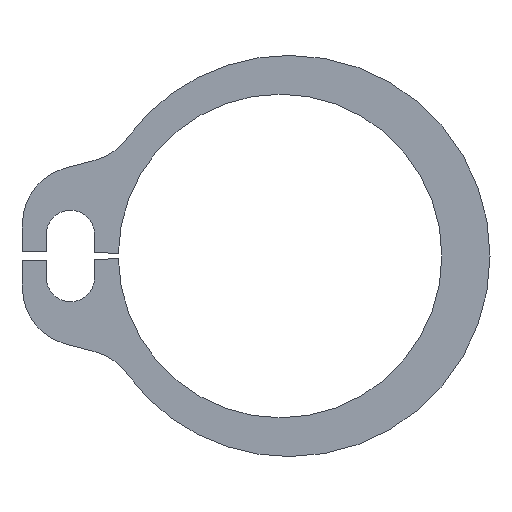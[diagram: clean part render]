
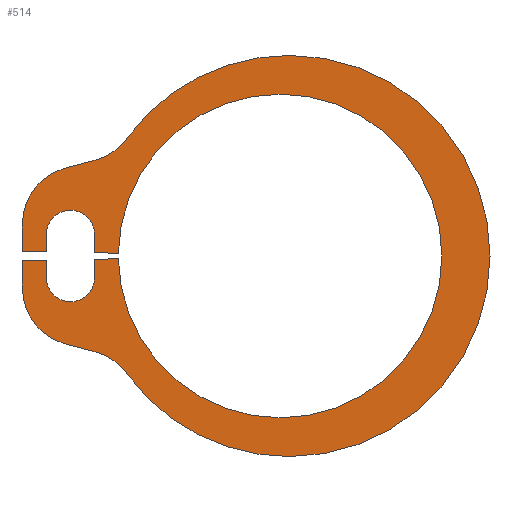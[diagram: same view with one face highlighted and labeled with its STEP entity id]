
A CAD part, left-side view. The second image highlights one B-rep face of the part: STEP entity #514.
In plain terms, the highlighted planar face has unit normal (-1, 0, 0).
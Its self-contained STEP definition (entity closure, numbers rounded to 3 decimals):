
#22=DIRECTION('',(0.,-0.966,0.257));
#23=VECTOR('',#22,0.404);
#24=CARTESIAN_POINT('',(-0.191,2.83,1.16));
#25=LINE('',#24,#23);
#26=CARTESIAN_POINT('',(-0.191,2.636,2.));
#27=DIRECTION('',(-1.,0.,0.));
#28=DIRECTION('',(0.,-0.257,-0.966));
#29=AXIS2_PLACEMENT_3D('',#26,#27,#28);
#31=CARTESIAN_POINT('',(-0.191,-0.123,0.));
#32=DIRECTION('',(1.,0.,0.));
#33=DIRECTION('',(0.,0.81,0.587));
#34=AXIS2_PLACEMENT_3D('',#31,#32,#33);
#36=CARTESIAN_POINT('',(-0.191,-0.123,0.));
#37=DIRECTION('',(1.,0.,0.));
#38=DIRECTION('',(0.,0.,1.));
#39=AXIS2_PLACEMENT_3D('',#36,#37,#38);
#41=CARTESIAN_POINT('',(-0.191,-0.123,0.));
#42=DIRECTION('',(1.,0.,0.));
#43=DIRECTION('',(0.,0.,-1.));
#44=AXIS2_PLACEMENT_3D('',#41,#42,#43);
#46=CARTESIAN_POINT('',(-0.191,2.636,-2.));
#47=DIRECTION('',(-1.,0.,0.));
#48=DIRECTION('',(0.,-0.81,0.587));
#49=AXIS2_PLACEMENT_3D('',#46,#47,#48);
#51=DIRECTION('',(0.,0.966,0.257));
#52=VECTOR('',#51,0.404);
#53=CARTESIAN_POINT('',(-0.191,2.44,-1.263));
#54=LINE('',#53,#52);
#55=CARTESIAN_POINT('',(-0.191,2.635,-0.423));
#56=DIRECTION('',(1.,0.,0.));
#57=DIRECTION('',(0.,0.257,-0.966));
#58=AXIS2_PLACEMENT_3D('',#55,#56,#57);
#60=DIRECTION('',(0.,0.017,1.));
#61=VECTOR('',#60,0.377);
#62=CARTESIAN_POINT('',(-0.191,3.397,-0.436));
#63=LINE('',#62,#61);
#64=DIRECTION('',(0.,-1.,0.017));
#65=VECTOR('',#64,0.317);
#66=CARTESIAN_POINT('',(-0.191,3.403,-0.059));
#67=LINE('',#66,#65);
#68=DIRECTION('',(0.,-0.017,-1.));
#69=VECTOR('',#68,0.238);
#70=CARTESIAN_POINT('',(-0.191,3.086,-0.054));
#71=LINE('',#70,#69);
#72=CARTESIAN_POINT('',(-0.191,2.764,-0.286));
#73=DIRECTION('',(-1.,0.,0.));
#74=DIRECTION('',(0.,1.,-0.017));
#75=AXIS2_PLACEMENT_3D('',#72,#73,#74);
#77=CARTESIAN_POINT('',(-0.191,2.764,-0.286));
#78=DIRECTION('',(-1.,0.,0.));
#79=DIRECTION('',(0.,0.,-1.));
#80=AXIS2_PLACEMENT_3D('',#77,#78,#79);
#82=DIRECTION('',(0.,0.017,1.));
#83=VECTOR('',#82,0.238);
#84=CARTESIAN_POINT('',(-0.191,2.447,-0.281));
#85=LINE('',#84,#83);
#86=DIRECTION('',(0.,-1.,0.017));
#87=VECTOR('',#86,0.318);
#88=CARTESIAN_POINT('',(-0.191,2.451,-0.043));
#89=LINE('',#88,#87);
#90=CARTESIAN_POINT('',(-0.191,0.,0.));
#91=DIRECTION('',(-1.,0.,0.));
#92=DIRECTION('',(0.,1.,-0.017));
#93=AXIS2_PLACEMENT_3D('',#90,#91,#92);
#95=CARTESIAN_POINT('',(-0.191,0.,0.));
#96=DIRECTION('',(-1.,0.,0.));
#97=DIRECTION('',(0.,0.,-1.));
#98=AXIS2_PLACEMENT_3D('',#95,#96,#97);
#100=CARTESIAN_POINT('',(-0.191,0.,0.));
#101=DIRECTION('',(-1.,0.,0.));
#102=DIRECTION('',(0.,0.,1.));
#103=AXIS2_PLACEMENT_3D('',#100,#101,#102);
#105=DIRECTION('',(0.,1.,0.017));
#106=VECTOR('',#105,0.318);
#107=CARTESIAN_POINT('',(-0.191,2.133,0.037));
#108=LINE('',#107,#106);
#109=DIRECTION('',(0.,-0.017,1.));
#110=VECTOR('',#109,0.238);
#111=CARTESIAN_POINT('',(-0.191,2.451,0.043));
#112=LINE('',#111,#110);
#113=CARTESIAN_POINT('',(-0.191,2.764,0.286));
#114=DIRECTION('',(-1.,0.,0.));
#115=DIRECTION('',(0.,-1.,-0.017));
#116=AXIS2_PLACEMENT_3D('',#113,#114,#115);
#118=CARTESIAN_POINT('',(-0.191,2.764,0.286));
#119=DIRECTION('',(-1.,0.,0.));
#120=DIRECTION('',(0.,0.,1.));
#121=AXIS2_PLACEMENT_3D('',#118,#119,#120);
#123=DIRECTION('',(0.,0.017,-1.));
#124=VECTOR('',#123,0.238);
#125=CARTESIAN_POINT('',(-0.191,3.081,0.292));
#126=LINE('',#125,#124);
#127=DIRECTION('',(0.,1.,0.017));
#128=VECTOR('',#127,0.318);
#129=CARTESIAN_POINT('',(-0.191,3.086,0.054));
#130=LINE('',#129,#128);
#131=DIRECTION('',(0.,-0.017,1.));
#132=VECTOR('',#131,0.377);
#133=CARTESIAN_POINT('',(-0.191,3.403,0.059));
#134=LINE('',#133,#132);
#135=CARTESIAN_POINT('',(-0.191,2.635,0.423));
#136=DIRECTION('',(1.,0.,0.));
#137=DIRECTION('',(0.,1.,0.017));
#138=AXIS2_PLACEMENT_3D('',#135,#136,#137);
#330=CARTESIAN_POINT('',(-0.191,0.,-2.134));
#331=CARTESIAN_POINT('',(-0.191,0.,2.134));
#332=VERTEX_POINT('',#330);
#333=VERTEX_POINT('',#331);
#334=CARTESIAN_POINT('',(-0.191,2.133,-0.037));
#335=VERTEX_POINT('',#334);
#344=CARTESIAN_POINT('',(-0.191,2.133,0.037));
#345=VERTEX_POINT('',#344);
#346=CARTESIAN_POINT('',(-0.191,2.83,1.16));
#347=CARTESIAN_POINT('',(-0.191,2.44,1.263));
#348=VERTEX_POINT('',#346);
#349=VERTEX_POINT('',#347);
#350=CARTESIAN_POINT('',(-0.191,2.019,1.552));
#351=VERTEX_POINT('',#350);
#352=CARTESIAN_POINT('',(-0.191,-0.123,2.645));
#353=VERTEX_POINT('',#352);
#354=CARTESIAN_POINT('',(-0.191,-0.123,-2.645));
#355=CARTESIAN_POINT('',(-0.191,2.019,-1.552));
#356=VERTEX_POINT('',#354);
#357=VERTEX_POINT('',#355);
#358=CARTESIAN_POINT('',(-0.191,2.44,-1.263));
#359=VERTEX_POINT('',#358);
#360=CARTESIAN_POINT('',(-0.191,2.83,-1.16));
#361=VERTEX_POINT('',#360);
#362=CARTESIAN_POINT('',(-0.191,3.397,-0.436));
#363=VERTEX_POINT('',#362);
#364=CARTESIAN_POINT('',(-0.191,3.403,-0.059));
#365=VERTEX_POINT('',#364);
#366=CARTESIAN_POINT('',(-0.191,3.086,-0.054));
#367=VERTEX_POINT('',#366);
#368=CARTESIAN_POINT('',(-0.191,3.081,-0.292));
#369=VERTEX_POINT('',#368);
#370=CARTESIAN_POINT('',(-0.191,2.764,-0.604));
#371=CARTESIAN_POINT('',(-0.191,2.447,-0.281));
#372=VERTEX_POINT('',#370);
#373=VERTEX_POINT('',#371);
#374=CARTESIAN_POINT('',(-0.191,2.451,-0.043));
#375=VERTEX_POINT('',#374);
#376=CARTESIAN_POINT('',(-0.191,2.451,0.043));
#377=VERTEX_POINT('',#376);
#378=CARTESIAN_POINT('',(-0.191,2.447,0.281));
#379=VERTEX_POINT('',#378);
#380=CARTESIAN_POINT('',(-0.191,2.764,0.604));
#381=CARTESIAN_POINT('',(-0.191,3.081,0.292));
#382=VERTEX_POINT('',#380);
#383=VERTEX_POINT('',#381);
#384=CARTESIAN_POINT('',(-0.191,3.086,0.054));
#385=VERTEX_POINT('',#384);
#386=CARTESIAN_POINT('',(-0.191,3.403,0.059));
#387=VERTEX_POINT('',#386);
#388=CARTESIAN_POINT('',(-0.191,3.397,0.436));
#389=VERTEX_POINT('',#388);
#458=CARTESIAN_POINT('',(-0.191,0.,0.));
#459=DIRECTION('',(1.,0.,0.));
#460=DIRECTION('',(0.,0.,-1.));
#461=AXIS2_PLACEMENT_3D('',#458,#459,#460);
#462=PLANE('',#461);
#464=ORIENTED_EDGE('',*,*,#463,.T.);
#466=ORIENTED_EDGE('',*,*,#465,.T.);
#468=ORIENTED_EDGE('',*,*,#467,.T.);
#470=ORIENTED_EDGE('',*,*,#469,.T.);
#472=ORIENTED_EDGE('',*,*,#471,.T.);
#474=ORIENTED_EDGE('',*,*,#473,.T.);
#476=ORIENTED_EDGE('',*,*,#475,.T.);
#478=ORIENTED_EDGE('',*,*,#477,.T.);
#480=ORIENTED_EDGE('',*,*,#479,.T.);
#482=ORIENTED_EDGE('',*,*,#481,.T.);
#484=ORIENTED_EDGE('',*,*,#483,.T.);
#486=ORIENTED_EDGE('',*,*,#485,.T.);
#488=ORIENTED_EDGE('',*,*,#487,.T.);
#490=ORIENTED_EDGE('',*,*,#489,.T.);
#492=ORIENTED_EDGE('',*,*,#491,.T.);
#493=ORIENTED_EDGE('',*,*,#441,.T.);
#494=ORIENTED_EDGE('',*,*,#439,.T.);
#495=ORIENTED_EDGE('',*,*,#453,.T.);
#497=ORIENTED_EDGE('',*,*,#496,.T.);
#499=ORIENTED_EDGE('',*,*,#498,.T.);
#501=ORIENTED_EDGE('',*,*,#500,.T.);
#503=ORIENTED_EDGE('',*,*,#502,.T.);
#505=ORIENTED_EDGE('',*,*,#504,.T.);
#507=ORIENTED_EDGE('',*,*,#506,.T.);
#509=ORIENTED_EDGE('',*,*,#508,.T.);
#511=ORIENTED_EDGE('',*,*,#510,.T.);
#512=EDGE_LOOP('',(#464,#466,#468,#470,#472,#474,#476,#478,#480,#482,#484,#486,
#488,#490,#492,#493,#494,#495,#497,#499,#501,#503,#505,#507,#509,#511));
#513=FACE_OUTER_BOUND('',#512,.F.);
#514=ADVANCED_FACE('',(#513),#462,.F.);
#30=CIRCLE('',#29,0.762);
#35=CIRCLE('',#34,2.645);
#40=CIRCLE('',#39,2.645);
#45=CIRCLE('',#44,2.645);
#50=CIRCLE('',#49,0.762);
#59=CIRCLE('',#58,0.762);
#76=CIRCLE('',#75,0.318);
#81=CIRCLE('',#80,0.318);
#94=CIRCLE('',#93,2.134);
#99=CIRCLE('',#98,2.134);
#104=CIRCLE('',#103,2.134);
#117=CIRCLE('',#116,0.318);
#122=CIRCLE('',#121,0.318);
#139=CIRCLE('',#138,0.762);
#439=EDGE_CURVE('',#332,#333,#99,.T.);
#441=EDGE_CURVE('',#335,#332,#94,.T.);
#453=EDGE_CURVE('',#333,#345,#104,.T.);
#463=EDGE_CURVE('',#348,#349,#25,.T.);
#465=EDGE_CURVE('',#349,#351,#30,.T.);
#467=EDGE_CURVE('',#351,#353,#35,.T.);
#469=EDGE_CURVE('',#353,#356,#40,.T.);
#471=EDGE_CURVE('',#356,#357,#45,.T.);
#473=EDGE_CURVE('',#357,#359,#50,.T.);
#475=EDGE_CURVE('',#359,#361,#54,.T.);
#477=EDGE_CURVE('',#361,#363,#59,.T.);
#479=EDGE_CURVE('',#363,#365,#63,.T.);
#481=EDGE_CURVE('',#365,#367,#67,.T.);
#483=EDGE_CURVE('',#367,#369,#71,.T.);
#485=EDGE_CURVE('',#369,#372,#76,.T.);
#487=EDGE_CURVE('',#372,#373,#81,.T.);
#489=EDGE_CURVE('',#373,#375,#85,.T.);
#491=EDGE_CURVE('',#375,#335,#89,.T.);
#496=EDGE_CURVE('',#345,#377,#108,.T.);
#498=EDGE_CURVE('',#377,#379,#112,.T.);
#500=EDGE_CURVE('',#379,#382,#117,.T.);
#502=EDGE_CURVE('',#382,#383,#122,.T.);
#504=EDGE_CURVE('',#383,#385,#126,.T.);
#506=EDGE_CURVE('',#385,#387,#130,.T.);
#508=EDGE_CURVE('',#387,#389,#134,.T.);
#510=EDGE_CURVE('',#389,#348,#139,.T.);
